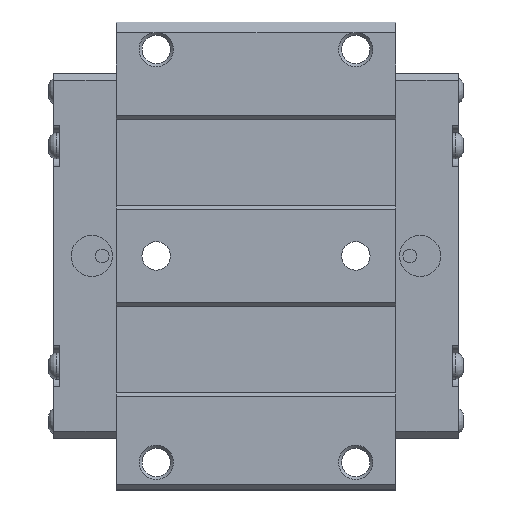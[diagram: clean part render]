
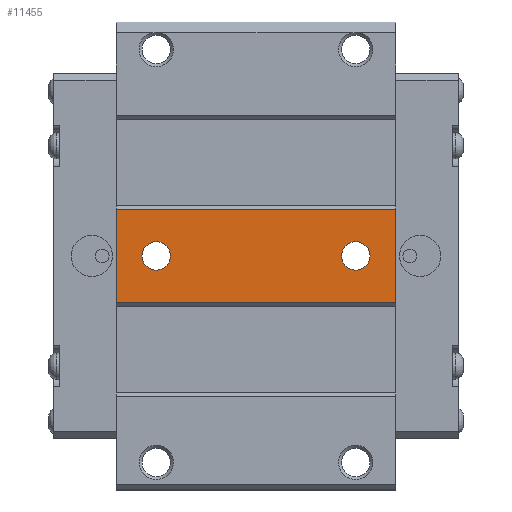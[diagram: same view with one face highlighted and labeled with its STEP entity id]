
A CAD part, top view. The second image highlights one B-rep face of the part: STEP entity #11455.
In plain terms, the highlighted planar face has unit normal (0, 0, 1).
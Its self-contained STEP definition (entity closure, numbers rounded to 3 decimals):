
#832=FACE_BOUND('',#2322,.T.);
#833=FACE_BOUND('',#2323,.T.);
#1075=PLANE('',#12341);
#1649=FACE_OUTER_BOUND('',#2321,.T.);
#2321=EDGE_LOOP('',(#9232,#9233,#9234,#9235));
#2322=EDGE_LOOP('',(#9236));
#2323=EDGE_LOOP('',(#9237));
#3253=LINE('',#17649,#4397);
#3277=LINE('',#17704,#4421);
#3278=LINE('',#17707,#4422);
#3279=LINE('',#17708,#4423);
#4397=VECTOR('',#14363,1000.);
#4421=VECTOR('',#14405,1000.);
#4422=VECTOR('',#14408,1000.);
#4423=VECTOR('',#14409,1000.);
#5143=CIRCLE('',#12318,2.067);
#5147=CIRCLE('',#12325,2.067);
#5831=VERTEX_POINT('',#17595);
#5835=VERTEX_POINT('',#17608);
#5853=VERTEX_POINT('',#17646);
#5854=VERTEX_POINT('',#17648);
#5876=VERTEX_POINT('',#17702);
#5877=VERTEX_POINT('',#17706);
#7094=EDGE_CURVE('',#5831,#5831,#5143,.T.);
#7100=EDGE_CURVE('',#5835,#5835,#5147,.T.);
#7120=EDGE_CURVE('',#5854,#5853,#3253,.T.);
#7149=EDGE_CURVE('',#5876,#5853,#3277,.T.);
#7150=EDGE_CURVE('',#5877,#5876,#3278,.T.);
#7151=EDGE_CURVE('',#5877,#5854,#3279,.T.);
#9232=ORIENTED_EDGE('',*,*,#7120,.T.);
#9233=ORIENTED_EDGE('',*,*,#7149,.F.);
#9234=ORIENTED_EDGE('',*,*,#7150,.F.);
#9235=ORIENTED_EDGE('',*,*,#7151,.T.);
#9236=ORIENTED_EDGE('',*,*,#7094,.T.);
#9237=ORIENTED_EDGE('',*,*,#7100,.T.);
#11455=ADVANCED_FACE('',(#1649,#832,#833),#1075,.F.);
#12318=AXIS2_PLACEMENT_3D('',#17596,#14319,#14320);
#12325=AXIS2_PLACEMENT_3D('',#17609,#14335,#14336);
#12341=AXIS2_PLACEMENT_3D('',#17705,#14406,#14407);
#14319=DIRECTION('center_axis',(0.,0.,-1.));
#14320=DIRECTION('ref_axis',(1.,0.,0.));
#14335=DIRECTION('center_axis',(0.,0.,-1.));
#14336=DIRECTION('ref_axis',(1.,0.,0.));
#14363=DIRECTION('',(0.,1.,0.));
#14405=DIRECTION('',(1.,0.,0.));
#14406=DIRECTION('center_axis',(0.,0.,-1.));
#14407=DIRECTION('ref_axis',(1.,0.,0.));
#14408=DIRECTION('',(0.,1.,0.));
#14409=DIRECTION('',(1.,0.,0.));
#17595=CARTESIAN_POINT('',(-29.967,0.,21.));
#17596=CARTESIAN_POINT('Origin',(-27.9,0.,21.));
#17608=CARTESIAN_POINT('',(-58.967,0.,21.));
#17609=CARTESIAN_POINT('Origin',(-56.9,0.,21.));
#17646=CARTESIAN_POINT('',(-22.1,6.8,21.));
#17648=CARTESIAN_POINT('',(-22.1,-6.8,21.));
#17649=CARTESIAN_POINT('',(-22.1,-6.8,21.));
#17702=CARTESIAN_POINT('',(-62.7,6.8,21.));
#17704=CARTESIAN_POINT('',(-62.7,6.8,21.));
#17705=CARTESIAN_POINT('Origin',(-62.7,-6.8,21.));
#17706=CARTESIAN_POINT('',(-62.7,-6.8,21.));
#17707=CARTESIAN_POINT('',(-62.7,-6.8,21.));
#17708=CARTESIAN_POINT('',(-62.7,-6.8,21.));
